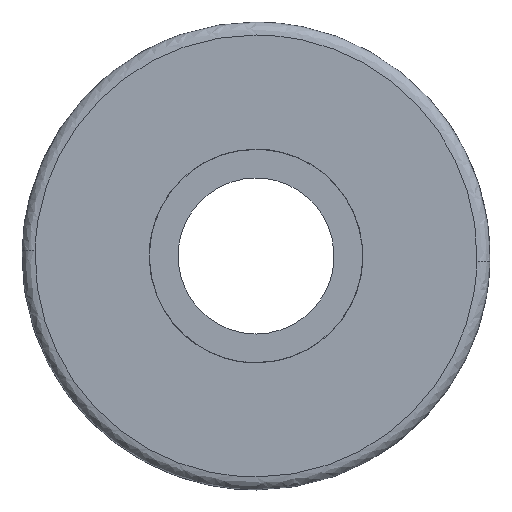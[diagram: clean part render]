
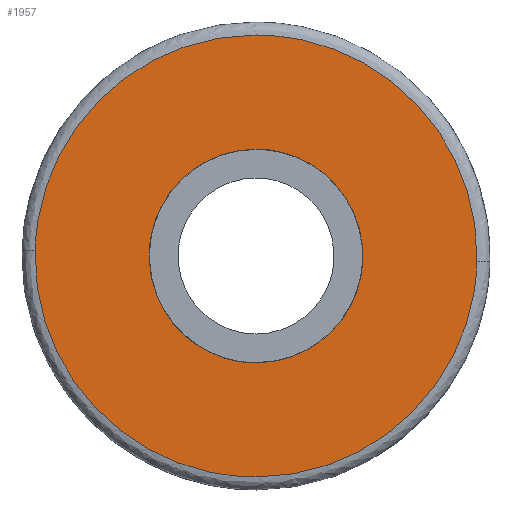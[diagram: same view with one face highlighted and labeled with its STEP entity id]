
A CAD part, front view. The second image highlights one B-rep face of the part: STEP entity #1957.
In plain terms, the highlighted free-form (B-spline) face has degree [1, 1] with [2, 2] control points.
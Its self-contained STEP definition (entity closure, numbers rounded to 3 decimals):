
#449=CARTESIAN_POINT('',(-4.081,0.,0.485));
#450=VERTEX_POINT('',#449);
#456=CARTESIAN_POINT('',(0.0,0.0,-4.11));
#457=VERTEX_POINT('',#456);
#458=CARTESIAN_POINT('',(-4.081,0.,0.485));
#459=CARTESIAN_POINT('',(-4.11,0.0,0.243));
#460=CARTESIAN_POINT('',(-4.11,0.0,0.0));
#461=CARTESIAN_POINT('',(-4.11,0.0,-4.11));
#462=CARTESIAN_POINT('',(0.0,0.0,-4.11));
#470=(BOUNDED_CURVE()B_SPLINE_CURVE(2,(#458,#459,#460,#461,#462),.UNSPECIFIED.,.F.,.U.)B_SPLINE_CURVE_WITH_KNOTS((3,2,3),(0.23,0.25,0.5),.UNSPECIFIED.)CURVE()GEOMETRIC_REPRESENTATION_ITEM()RATIONAL_B_SPLINE_CURVE((0.956,0.976,1.0,0.707,1.0))REPRESENTATION_ITEM(''));
#471=EDGE_CURVE('',#450,#457,#470,.T.);
#473=CARTESIAN_POINT('',(4.102,0.,-0.251));
#474=VERTEX_POINT('',#473);
#475=CARTESIAN_POINT('',(0.0,0.0,-4.11));
#476=CARTESIAN_POINT('',(3.866,0.0,-4.11));
#477=CARTESIAN_POINT('',(4.102,0.,-0.251));
#485=(BOUNDED_CURVE()B_SPLINE_CURVE(2,(#475,#476,#477),.UNSPECIFIED.,.F.,.U.)B_SPLINE_CURVE_WITH_KNOTS((3,3),(0.5,0.739),.UNSPECIFIED.)CURVE()GEOMETRIC_REPRESENTATION_ITEM()RATIONAL_B_SPLINE_CURVE((1.0,0.72,0.976))REPRESENTATION_ITEM(''));
#486=EDGE_CURVE('',#457,#474,#485,.T.);
#564=CARTESIAN_POINT('',(0.0,0.0,4.11));
#565=VERTEX_POINT('',#564);
#566=CARTESIAN_POINT('',(4.102,0.,-0.251));
#567=CARTESIAN_POINT('',(4.11,0.0,-0.126));
#568=CARTESIAN_POINT('',(4.11,0.0,0.0));
#569=CARTESIAN_POINT('',(4.11,0.0,4.11));
#570=CARTESIAN_POINT('',(0.0,0.0,4.11));
#578=(BOUNDED_CURVE()B_SPLINE_CURVE(2,(#566,#567,#568,#569,#570),.UNSPECIFIED.,.F.,.U.)B_SPLINE_CURVE_WITH_KNOTS((3,2,3),(0.739,0.75,1.0),.UNSPECIFIED.)CURVE()GEOMETRIC_REPRESENTATION_ITEM()RATIONAL_B_SPLINE_CURVE((0.976,0.988,1.0,0.707,1.0))REPRESENTATION_ITEM(''));
#579=EDGE_CURVE('',#474,#565,#578,.T.);
#581=CARTESIAN_POINT('',(0.0,0.0,4.11));
#582=CARTESIAN_POINT('',(-3.65,0.0,4.11));
#583=CARTESIAN_POINT('',(-4.081,0.,0.485));
#591=(BOUNDED_CURVE()B_SPLINE_CURVE(2,(#581,#582,#583),.UNSPECIFIED.,.F.,.U.)B_SPLINE_CURVE_WITH_KNOTS((3,3),(0.0,0.23),.UNSPECIFIED.)CURVE()GEOMETRIC_REPRESENTATION_ITEM()RATIONAL_B_SPLINE_CURVE((1.0,0.731,0.956))REPRESENTATION_ITEM(''));
#592=EDGE_CURVE('',#565,#450,#591,.T.);
#1605=CARTESIAN_POINT('',(-8.497,0.,0.214));
#1606=VERTEX_POINT('',#1605);
#1607=CARTESIAN_POINT('',(0.0,0.,-8.5));
#1608=VERTEX_POINT('',#1607);
#1609=CARTESIAN_POINT('',(-8.497,0.,0.214));
#1610=CARTESIAN_POINT('',(-8.5,0.,0.107));
#1611=CARTESIAN_POINT('',(-8.5,0.,0.));
#1612=CARTESIAN_POINT('',(-8.5,0.,-8.5));
#1613=CARTESIAN_POINT('',(0.0,0.,-8.5));
#1621=(BOUNDED_CURVE()B_SPLINE_CURVE(2,(#1609,#1610,#1611,#1612,#1613),.UNSPECIFIED.,.F.,.U.)B_SPLINE_CURVE_WITH_KNOTS((3,2,3),(0.746,0.75,1.0),.UNSPECIFIED.)CURVE()GEOMETRIC_REPRESENTATION_ITEM()RATIONAL_B_SPLINE_CURVE((0.99,0.995,1.0,0.707,1.0))REPRESENTATION_ITEM(''));
#1622=EDGE_CURVE('',#1606,#1608,#1621,.T.);
#1639=CARTESIAN_POINT('',(8.497,0.,-0.214));
#1640=VERTEX_POINT('',#1639);
#1654=CARTESIAN_POINT('',(0.0,0.,-8.5));
#1655=CARTESIAN_POINT('',(8.289,0.,-8.5));
#1656=CARTESIAN_POINT('',(8.497,0.,-0.214));
#1664=(BOUNDED_CURVE()B_SPLINE_CURVE(2,(#1654,#1655,#1656),.UNSPECIFIED.,.F.,.U.)B_SPLINE_CURVE_WITH_KNOTS((3,3),(0.0,0.246),.UNSPECIFIED.)CURVE()GEOMETRIC_REPRESENTATION_ITEM()RATIONAL_B_SPLINE_CURVE((1.0,0.712,0.99))REPRESENTATION_ITEM(''));
#1665=EDGE_CURVE('',#1608,#1640,#1664,.T.);
#1693=CARTESIAN_POINT('',(0.0,0.,8.5));
#1694=VERTEX_POINT('',#1693);
#1695=CARTESIAN_POINT('',(0.0,0.,8.5));
#1696=CARTESIAN_POINT('',(-8.289,0.,8.5));
#1697=CARTESIAN_POINT('',(-8.497,0.,0.214));
#1705=(BOUNDED_CURVE()B_SPLINE_CURVE(2,(#1695,#1696,#1697),.UNSPECIFIED.,.F.,.U.)B_SPLINE_CURVE_WITH_KNOTS((3,3),(0.5,0.746),.UNSPECIFIED.)CURVE()GEOMETRIC_REPRESENTATION_ITEM()RATIONAL_B_SPLINE_CURVE((1.0,0.712,0.99))REPRESENTATION_ITEM(''));
#1706=EDGE_CURVE('',#1694,#1606,#1705,.T.);
#1708=CARTESIAN_POINT('',(8.497,0.,-0.214));
#1709=CARTESIAN_POINT('',(8.5,0.,-0.107));
#1710=CARTESIAN_POINT('',(8.5,0.,0.));
#1711=CARTESIAN_POINT('',(8.5,0.,8.5));
#1712=CARTESIAN_POINT('',(0.0,0.,8.5));
#1720=(BOUNDED_CURVE()B_SPLINE_CURVE(2,(#1708,#1709,#1710,#1711,#1712),.UNSPECIFIED.,.F.,.U.)B_SPLINE_CURVE_WITH_KNOTS((3,2,3),(0.246,0.25,0.5),.UNSPECIFIED.)CURVE()GEOMETRIC_REPRESENTATION_ITEM()RATIONAL_B_SPLINE_CURVE((0.99,0.995,1.0,0.707,1.0))REPRESENTATION_ITEM(''));
#1721=EDGE_CURVE('',#1640,#1694,#1720,.T.);
#1940=CARTESIAN_POINT('',(-9.346,0.,-9.349));
#1941=CARTESIAN_POINT('',(-9.346,0.,9.349));
#1942=CARTESIAN_POINT('',(9.346,0.,-9.349));
#1943=CARTESIAN_POINT('',(9.346,0.,9.349));
#1944=B_SPLINE_SURFACE_WITH_KNOTS('',1,1,((#1940,#1942),(#1941,#1943)),.UNSPECIFIED.,.F.,.F.,.U.,(2,2),(2,2),(0.0,18.698),(0.0,18.692),.UNSPECIFIED.);
#1945=ORIENTED_EDGE('',*,*,#1665,.T.);
#1946=ORIENTED_EDGE('',*,*,#1721,.T.);
#1947=ORIENTED_EDGE('',*,*,#1706,.T.);
#1948=ORIENTED_EDGE('',*,*,#1622,.T.);
#1949=EDGE_LOOP('',(#1945,#1946,#1947,#1948));
#1950=FACE_OUTER_BOUND('',#1949,.T.);
#1951=ORIENTED_EDGE('',*,*,#486,.F.);
#1952=ORIENTED_EDGE('',*,*,#471,.F.);
#1953=ORIENTED_EDGE('',*,*,#592,.F.);
#1954=ORIENTED_EDGE('',*,*,#579,.F.);
#1955=EDGE_LOOP('',(#1951,#1952,#1953,#1954));
#1956=FACE_BOUND('',#1955,.T.);
#1957=ADVANCED_FACE('',(#1950,#1956),#1944,.F.);
